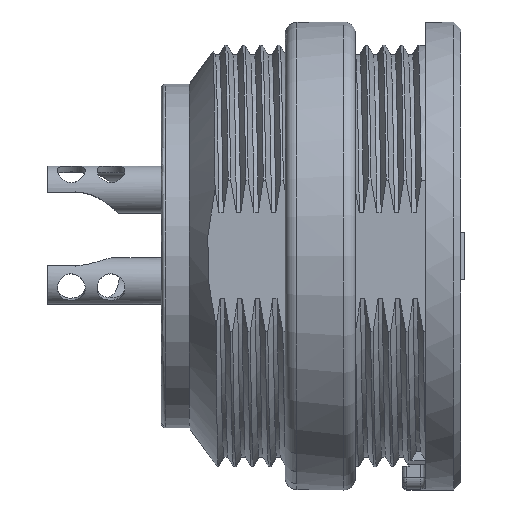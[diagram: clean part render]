
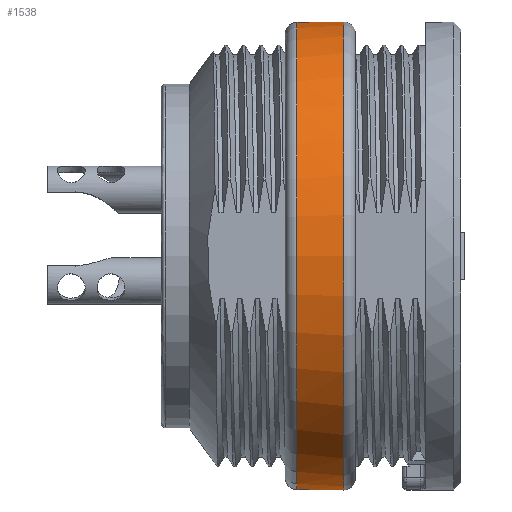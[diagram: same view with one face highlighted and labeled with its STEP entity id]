
A CAD part, top view. The second image highlights one B-rep face of the part: STEP entity #1538.
In plain terms, the highlighted cylindrical face has radius 10 mm (diameter 20 mm), a full revolution.
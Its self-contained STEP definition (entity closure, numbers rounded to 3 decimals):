
#1000=FACE_BOUND('',#2371,.T.);
#1001=FACE_BOUND('',#2372,.T.);
#1538=ADVANCED_FACE('',(#1000,#1001),#1662,.T.);
#1662=CYLINDRICAL_SURFACE('',#7733,10.);
#2371=EDGE_LOOP('',(#5187));
#2372=EDGE_LOOP('',(#5188,#5189,#5190,#5191,#5192,#5193,#5194,#5195));
#2752=LINE('',#38674,#3142);
#2757=LINE('',#38832,#3147);
#2762=LINE('',#39237,#3152);
#2766=LINE('',#39284,#3156);
#3142=VECTOR('',#8853,1.);
#3147=VECTOR('',#8860,1.);
#3152=VECTOR('',#8889,1.);
#3156=VECTOR('',#8895,1.);
#3281=CIRCLE('',#7719,10.);
#3285=CIRCLE('',#7729,10.);
#3286=CIRCLE('',#7730,10.);
#3287=CIRCLE('',#7731,10.);
#3288=CIRCLE('',#7732,10.);
#5187=ORIENTED_EDGE('',*,*,#6874,.F.);
#5188=ORIENTED_EDGE('',*,*,#6866,.F.);
#5189=ORIENTED_EDGE('',*,*,#6846,.T.);
#5190=ORIENTED_EDGE('',*,*,#6872,.T.);
#5191=ORIENTED_EDGE('',*,*,#6875,.T.);
#5192=ORIENTED_EDGE('',*,*,#6820,.F.);
#5193=ORIENTED_EDGE('',*,*,#6876,.T.);
#5194=ORIENTED_EDGE('',*,*,#6836,.T.);
#5195=ORIENTED_EDGE('',*,*,#6877,.T.);
#5872=VERTEX_POINT('',#38673);
#5873=VERTEX_POINT('',#38675);
#5885=VERTEX_POINT('',#38831);
#5886=VERTEX_POINT('',#38833);
#5893=VERTEX_POINT('',#38869);
#5894=VERTEX_POINT('',#38871);
#5903=VERTEX_POINT('',#39238);
#5906=VERTEX_POINT('',#39283);
#5907=VERTEX_POINT('',#39288);
#6820=EDGE_CURVE('',#5872,#5873,#2752,.T.);
#6836=EDGE_CURVE('',#5886,#5885,#2757,.T.);
#6846=EDGE_CURVE('',#5894,#5893,#3281,.T.);
#6866=EDGE_CURVE('',#5894,#5903,#2762,.T.);
#6872=EDGE_CURVE('',#5893,#5906,#2766,.T.);
#6874=EDGE_CURVE('',#5907,#5907,#3285,.T.);
#6875=EDGE_CURVE('',#5906,#5873,#3286,.T.);
#6876=EDGE_CURVE('',#5872,#5886,#3287,.T.);
#6877=EDGE_CURVE('',#5885,#5903,#3288,.T.);
#7719=AXIS2_PLACEMENT_3D('',#38870,#8872,#8873);
#7729=AXIS2_PLACEMENT_3D('',#39287,#8899,#8900);
#7730=AXIS2_PLACEMENT_3D('',#39289,#8901,#8902);
#7731=AXIS2_PLACEMENT_3D('',#39290,#8903,#8904);
#7732=AXIS2_PLACEMENT_3D('',#39291,#8905,#8906);
#7733=AXIS2_PLACEMENT_3D('',#39292,#8907,#8908);
#8853=DIRECTION('',(-1.,0.,0.));
#8860=DIRECTION('',(-1.,0.,0.));
#8872=DIRECTION('',(1.,0.,0.));
#8873=DIRECTION('',(0.,1.,0.));
#8889=DIRECTION('',(-1.,0.,0.));
#8895=DIRECTION('',(-1.,0.,0.));
#8899=DIRECTION('',(1.,0.,0.));
#8900=DIRECTION('',(0.,1.,0.));
#8901=DIRECTION('',(1.,0.,0.));
#8902=DIRECTION('',(0.,1.,0.));
#8903=DIRECTION('',(1.,0.,0.));
#8904=DIRECTION('',(0.,1.,0.));
#8905=DIRECTION('',(1.,0.,0.));
#8906=DIRECTION('',(0.,1.,0.));
#8907=DIRECTION('',(1.,0.,0.));
#8908=DIRECTION('',(0.,1.,0.));
#38673=CARTESIAN_POINT('',(-55.527,-37.796,0.589));
#38674=CARTESIAN_POINT('',(-55.527,-37.796,0.589));
#38675=CARTESIAN_POINT('',(-56.027,-37.796,0.589));
#38831=CARTESIAN_POINT('',(-56.027,-37.796,-0.611));
#38832=CARTESIAN_POINT('',(-55.527,-37.796,-0.611));
#38833=CARTESIAN_POINT('',(-55.527,-37.796,-0.611));
#38869=CARTESIAN_POINT('',(-55.527,-17.832,0.589));
#38870=CARTESIAN_POINT('',(-55.527,-27.814,-0.011));
#38871=CARTESIAN_POINT('',(-55.527,-17.832,-0.611));
#39237=CARTESIAN_POINT('',(-55.527,-17.832,-0.611));
#39238=CARTESIAN_POINT('',(-56.027,-17.832,-0.611));
#39283=CARTESIAN_POINT('',(-56.027,-17.832,0.589));
#39284=CARTESIAN_POINT('',(-53.527,-17.832,0.589));
#39287=CARTESIAN_POINT('',(-54.027,-27.814,-0.011));
#39288=CARTESIAN_POINT('',(-54.027,-17.814,-0.011));
#39289=CARTESIAN_POINT('',(-56.027,-27.814,-0.011));
#39290=CARTESIAN_POINT('',(-55.527,-27.814,-0.011));
#39291=CARTESIAN_POINT('',(-56.027,-27.814,-0.011));
#39292=CARTESIAN_POINT('',(-53.527,-27.814,-0.011));
